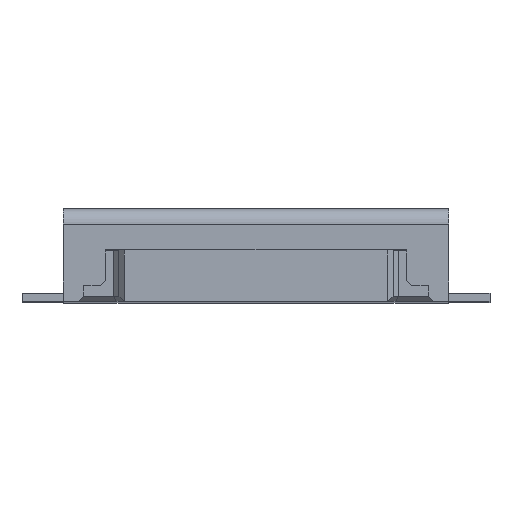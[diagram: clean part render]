
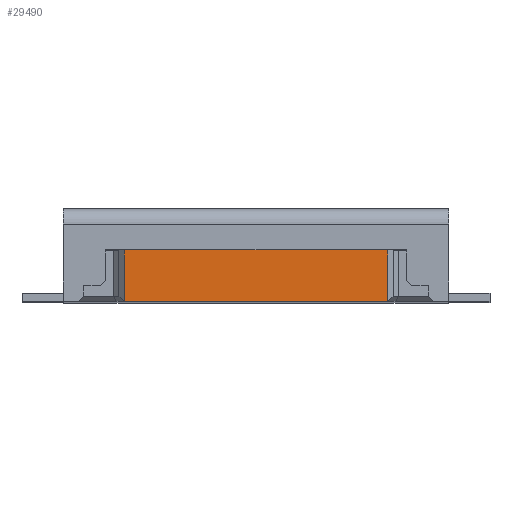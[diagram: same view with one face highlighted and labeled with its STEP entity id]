
A CAD part, top view. The second image highlights one B-rep face of the part: STEP entity #29490.
In plain terms, the highlighted planar face has unit normal (0, 0, 1).
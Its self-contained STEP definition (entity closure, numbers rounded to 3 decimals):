
#26890=CARTESIAN_POINT('',(-1.285,0.,6.94));
#26900=VERTEX_POINT('',#26890);
#28280=CARTESIAN_POINT('',(1.285,0.5,6.94));
#28290=VERTEX_POINT('',#28280);
#28370=CARTESIAN_POINT('',(1.285,0.,6.94));
#28380=VERTEX_POINT('',#28370);
#28410=CARTESIAN_POINT('',(1.285,0.,6.94));
#28420=DIRECTION('',(0.,1.,0.));
#28430=VECTOR('',#28420,1.);
#28440=LINE('',#28410,#28430);
#28450=EDGE_CURVE('',#28380,#28290,#28440,.T.);
#29030=CARTESIAN_POINT('',(0.,0.5,6.94));
#29040=DIRECTION('',(1.,0.,0.));
#29050=VECTOR('',#29040,1.);
#29060=LINE('',#29030,#29050);
#29070=CARTESIAN_POINT('',(-1.285,0.5,6.94));
#29080=VERTEX_POINT('',#29070);
#29090=EDGE_CURVE('',#29080,#28290,#29060,.T.);
#29280=CARTESIAN_POINT('',(-1.335,0.,6.94));
#29290=DIRECTION('',(0.,0.,-1.));
#29300=DIRECTION('',(-1.,0.,0.));
#29310=AXIS2_PLACEMENT_3D('',#29280,#29290,#29300);
#29320=PLANE('',#29310);
#29330=ORIENTED_EDGE('',*,*,#29090,.F.);
#29340=ORIENTED_EDGE('',*,*,#28450,.T.);
#29350=CARTESIAN_POINT('',(0.,0.,6.94));
#29360=DIRECTION('',(1.,0.,0.));
#29370=VECTOR('',#29360,1.);
#29380=LINE('',#29350,#29370);
#29390=EDGE_CURVE('',#26900,#28380,#29380,.T.);
#29400=ORIENTED_EDGE('',*,*,#29390,.T.);
#29410=CARTESIAN_POINT('',(-1.285,0.,6.94));
#29420=DIRECTION('',(0.,1.,0.));
#29430=VECTOR('',#29420,1.);
#29440=LINE('',#29410,#29430);
#29450=EDGE_CURVE('',#26900,#29080,#29440,.T.);
#29460=ORIENTED_EDGE('',*,*,#29450,.F.);
#29470=EDGE_LOOP('',(#29460,#29400,#29340,#29330));
#29480=FACE_OUTER_BOUND('',#29470,.T.);
#29490=ADVANCED_FACE('',(#29480),#29320,.F.);
